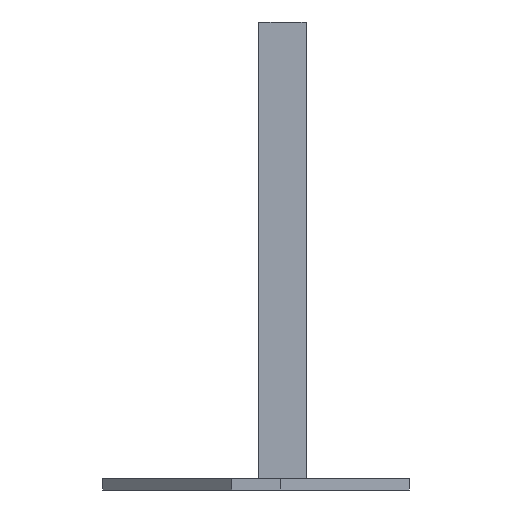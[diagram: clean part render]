
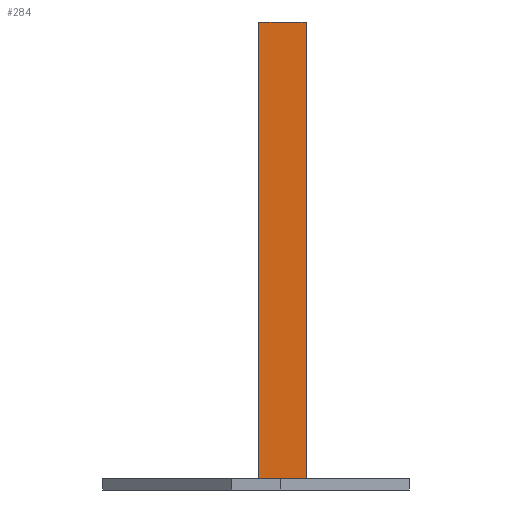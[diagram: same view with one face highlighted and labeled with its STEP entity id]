
A CAD part, left-side view. The second image highlights one B-rep face of the part: STEP entity #284.
In plain terms, the highlighted face is planar.
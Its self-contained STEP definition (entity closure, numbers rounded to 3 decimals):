
#137 = VERTEX_POINT ( 'NONE', #2630 ) ;
#151 = DIRECTION ( 'NONE',  ( 0., -1., 0. ) ) ;
#221 = VERTEX_POINT ( 'NONE', #1692 ) ;
#243 = LINE ( 'NONE', #2941, #794 ) ;
#261 = CARTESIAN_POINT ( 'NONE',  ( 20.5, 4.5, 200. ) ) ;
#271 = LINE ( 'NONE', #2540, #2168 ) ;
#279 = EDGE_CURVE ( 'NONE', #1782, #1714, #1603, .T. ) ;
#284 = ADVANCED_FACE ( 'NONE', ( #2314 ), #1725, .F. ) ;
#413 = DIRECTION ( 'NONE',  ( 0., 1., 0. ) ) ;
#444 = AXIS2_PLACEMENT_3D ( 'NONE', #1037, #2930, #2711 ) ;
#496 = CARTESIAN_POINT ( 'NONE',  ( 20.5, 4.5, 200. ) ) ;
#531 = CARTESIAN_POINT ( 'NONE',  ( 20.5, 21., 200. ) ) ;
#541 = ORIENTED_EDGE ( 'NONE', *, *, #556, .F. ) ;
#556 = EDGE_CURVE ( 'NONE', #1034, #1782, #1310, .T. ) ;
#658 = CARTESIAN_POINT ( 'NONE',  ( 20.5, 0., 200. ) ) ;
#750 = DIRECTION ( 'NONE',  ( 0., 1., 0. ) ) ;
#751 = LINE ( 'NONE', #3077, #1323 ) ;
#794 = VECTOR ( 'NONE', #2912, 1000. ) ;
#811 = VECTOR ( 'NONE', #750, 1000. ) ;
#847 = CARTESIAN_POINT ( 'NONE',  ( 20.5, 21., 0. ) ) ;
#886 = LINE ( 'NONE', #1079, #1199 ) ;
#1034 = VERTEX_POINT ( 'NONE', #2059 ) ;
#1037 = CARTESIAN_POINT ( 'NONE',  ( 20.5, 4.5, 200. ) ) ;
#1057 = VERTEX_POINT ( 'NONE', #2019 ) ;
#1079 = CARTESIAN_POINT ( 'NONE',  ( 20.5, 4.5, 0. ) ) ;
#1114 = DIRECTION ( 'NONE',  ( 0., -1., 0. ) ) ;
#1172 = LINE ( 'NONE', #3019, #2131 ) ;
#1199 = VECTOR ( 'NONE', #151, 1000. ) ;
#1258 = ORIENTED_EDGE ( 'NONE', *, *, #1762, .T. ) ;
#1310 = LINE ( 'NONE', #496, #811 ) ;
#1323 = VECTOR ( 'NONE', #1330, 1000. ) ;
#1330 = DIRECTION ( 'NONE',  ( 0., 1., 0. ) ) ;
#1541 = EDGE_CURVE ( 'NONE', #2472, #137, #243, .T. ) ;
#1603 = LINE ( 'NONE', #531, #2734 ) ;
#1628 = CARTESIAN_POINT ( 'NONE',  ( 20.5, 4.5, 200. ) ) ;
#1692 = CARTESIAN_POINT ( 'NONE',  ( 20.5, 4.5, 0. ) ) ;
#1714 = VERTEX_POINT ( 'NONE', #847 ) ;
#1725 = PLANE ( 'NONE',  #444 ) ;
#1762 = EDGE_CURVE ( 'NONE', #221, #1057, #751, .T. ) ;
#1782 = VERTEX_POINT ( 'NONE', #2350 ) ;
#1886 = VERTEX_POINT ( 'NONE', #261 ) ;
#1923 = ORIENTED_EDGE ( 'NONE', *, *, #2290, .T. ) ;
#1943 = VECTOR ( 'NONE', #2327, 1000. ) ;
#1982 = ORIENTED_EDGE ( 'NONE', *, *, #279, .F. ) ;
#2019 = CARTESIAN_POINT ( 'NONE',  ( 20.5, 18.5, 0. ) ) ;
#2059 = CARTESIAN_POINT ( 'NONE',  ( 20.5, 18.5, 200. ) ) ;
#2060 = ORIENTED_EDGE ( 'NONE', *, *, #2352, .T. ) ;
#2131 = VECTOR ( 'NONE', #413, 1000. ) ;
#2168 = VECTOR ( 'NONE', #1114, 1000. ) ;
#2263 = EDGE_LOOP ( 'NONE', ( #1258, #1923, #1982, #541, #2533, #2060, #2793, #2865 ) ) ;
#2290 = EDGE_CURVE ( 'NONE', #1057, #1714, #1172, .T. ) ;
#2314 = FACE_OUTER_BOUND ( 'NONE', #2263, .T. ) ;
#2327 = DIRECTION ( 'NONE',  ( 0., 1., 0. ) ) ;
#2350 = CARTESIAN_POINT ( 'NONE',  ( 20.5, 21., 200. ) ) ;
#2352 = EDGE_CURVE ( 'NONE', #1886, #2472, #271, .T. ) ;
#2472 = VERTEX_POINT ( 'NONE', #658 ) ;
#2492 = EDGE_CURVE ( 'NONE', #1886, #1034, #2929, .T. ) ;
#2533 = ORIENTED_EDGE ( 'NONE', *, *, #2492, .F. ) ;
#2540 = CARTESIAN_POINT ( 'NONE',  ( 20.5, 0., 200. ) ) ;
#2630 = CARTESIAN_POINT ( 'NONE',  ( 20.5, 0., 0. ) ) ;
#2676 = DIRECTION ( 'NONE',  ( 0., 0., -1. ) ) ;
#2711 = DIRECTION ( 'NONE',  ( 0., 0., 1. ) ) ;
#2734 = VECTOR ( 'NONE', #2676, 1000. ) ;
#2793 = ORIENTED_EDGE ( 'NONE', *, *, #1541, .T. ) ;
#2822 = EDGE_CURVE ( 'NONE', #221, #137, #886, .T. ) ;
#2865 = ORIENTED_EDGE ( 'NONE', *, *, #2822, .F. ) ;
#2912 = DIRECTION ( 'NONE',  ( 0., 0., -1. ) ) ;
#2929 = LINE ( 'NONE', #1628, #1943 ) ;
#2930 = DIRECTION ( 'NONE',  ( -1., 0., 0. ) ) ;
#2941 = CARTESIAN_POINT ( 'NONE',  ( 20.5, 0., 200. ) ) ;
#3019 = CARTESIAN_POINT ( 'NONE',  ( 20.5, 21., 0. ) ) ;
#3077 = CARTESIAN_POINT ( 'NONE',  ( 20.5, 4.5, 0. ) ) ;
